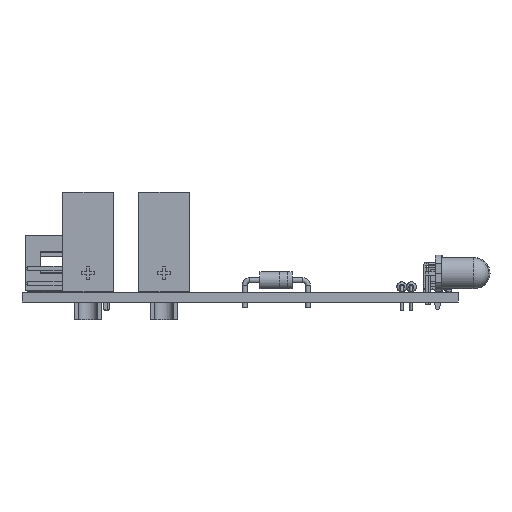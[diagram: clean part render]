
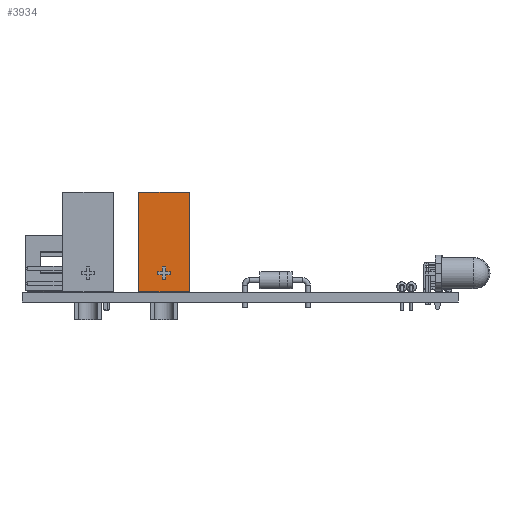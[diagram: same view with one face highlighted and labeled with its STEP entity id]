
A CAD part, left-side view. The second image highlights one B-rep face of the part: STEP entity #3934.
In plain terms, the highlighted face is planar.
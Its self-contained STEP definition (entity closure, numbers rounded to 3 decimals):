
#2802 = EDGE_CURVE('',#2803,#2805,#2807,.T.);
#2803 = VERTEX_POINT('',#2804);
#2804 = CARTESIAN_POINT('',(11.35,-0.25,2.75));
#2805 = VERTEX_POINT('',#2806);
#2806 = CARTESIAN_POINT('',(11.35,-1.,2.75));
#2807 = LINE('',#2808,#2809);
#2808 = CARTESIAN_POINT('',(11.35,-2.525,2.75));
#2809 = VECTOR('',#2810,1.);
#2810 = DIRECTION('',(0.,-1.,0.));
#2842 = EDGE_CURVE('',#2805,#2843,#2845,.T.);
#2843 = VERTEX_POINT('',#2844);
#2844 = CARTESIAN_POINT('',(11.35,-1.,3.25));
#2845 = LINE('',#2846,#2847);
#2846 = CARTESIAN_POINT('',(11.35,-1.,1.625));
#2847 = VECTOR('',#2848,1.);
#2848 = DIRECTION('',(0.,0.,1.));
#2873 = EDGE_CURVE('',#2843,#2874,#2876,.T.);
#2874 = VERTEX_POINT('',#2875);
#2875 = CARTESIAN_POINT('',(11.35,-0.25,3.25));
#2876 = LINE('',#2877,#2878);
#2877 = CARTESIAN_POINT('',(11.35,-2.15,3.25));
#2878 = VECTOR('',#2879,1.);
#2879 = DIRECTION('',(0.,1.,0.));
#2904 = EDGE_CURVE('',#2874,#2905,#2907,.T.);
#2905 = VERTEX_POINT('',#2906);
#2906 = CARTESIAN_POINT('',(11.35,-0.25,4.));
#2907 = LINE('',#2908,#2909);
#2908 = CARTESIAN_POINT('',(11.35,-0.25,2.));
#2909 = VECTOR('',#2910,1.);
#2910 = DIRECTION('',(0.,0.,1.));
#2935 = EDGE_CURVE('',#2905,#2936,#2938,.T.);
#2936 = VERTEX_POINT('',#2937);
#2937 = CARTESIAN_POINT('',(11.35,0.25,4.));
#2938 = LINE('',#2939,#2940);
#2939 = CARTESIAN_POINT('',(11.35,-1.9,4.));
#2940 = VECTOR('',#2941,1.);
#2941 = DIRECTION('',(0.,1.,0.));
#2966 = EDGE_CURVE('',#2936,#2967,#2969,.T.);
#2967 = VERTEX_POINT('',#2968);
#2968 = CARTESIAN_POINT('',(11.35,0.25,3.25));
#2969 = LINE('',#2970,#2971);
#2970 = CARTESIAN_POINT('',(11.35,0.25,1.625));
#2971 = VECTOR('',#2972,1.);
#2972 = DIRECTION('',(0.,0.,-1.));
#2997 = EDGE_CURVE('',#2967,#2998,#3000,.T.);
#2998 = VERTEX_POINT('',#2999);
#2999 = CARTESIAN_POINT('',(11.35,1.,3.25));
#3000 = LINE('',#3001,#3002);
#3001 = CARTESIAN_POINT('',(11.35,-1.525,3.25));
#3002 = VECTOR('',#3003,1.);
#3003 = DIRECTION('',(0.,1.,0.));
#3028 = EDGE_CURVE('',#2998,#3029,#3031,.T.);
#3029 = VERTEX_POINT('',#3030);
#3030 = CARTESIAN_POINT('',(11.35,1.,2.75));
#3031 = LINE('',#3032,#3033);
#3032 = CARTESIAN_POINT('',(11.35,1.,1.375));
#3033 = VECTOR('',#3034,1.);
#3034 = DIRECTION('',(0.,0.,-1.));
#3059 = EDGE_CURVE('',#3029,#3060,#3062,.T.);
#3060 = VERTEX_POINT('',#3061);
#3061 = CARTESIAN_POINT('',(11.35,0.25,2.75));
#3062 = LINE('',#3063,#3064);
#3063 = CARTESIAN_POINT('',(11.35,-1.9,2.75));
#3064 = VECTOR('',#3065,1.);
#3065 = DIRECTION('',(0.,-1.,0.));
#3090 = EDGE_CURVE('',#3060,#3091,#3093,.T.);
#3091 = VERTEX_POINT('',#3092);
#3092 = CARTESIAN_POINT('',(11.35,0.25,2.));
#3093 = LINE('',#3094,#3095);
#3094 = CARTESIAN_POINT('',(11.35,0.25,1.));
#3095 = VECTOR('',#3096,1.);
#3096 = DIRECTION('',(0.,0.,-1.));
#3121 = EDGE_CURVE('',#3091,#3122,#3124,.T.);
#3122 = VERTEX_POINT('',#3123);
#3123 = CARTESIAN_POINT('',(11.35,-0.25,2.));
#3124 = LINE('',#3125,#3126);
#3125 = CARTESIAN_POINT('',(11.35,-2.15,2.));
#3126 = VECTOR('',#3127,1.);
#3127 = DIRECTION('',(0.,-1.,0.));
#3152 = EDGE_CURVE('',#3122,#2803,#3153,.T.);
#3153 = LINE('',#3154,#3155);
#3154 = CARTESIAN_POINT('',(11.35,-0.25,1.375));
#3155 = VECTOR('',#3156,1.);
#3156 = DIRECTION('',(0.,0.,1.));
#3757 = VERTEX_POINT('',#3758);
#3758 = CARTESIAN_POINT('',(11.35,-4.05,0.));
#3766 = EDGE_CURVE('',#3757,#3767,#3769,.T.);
#3767 = VERTEX_POINT('',#3768);
#3768 = CARTESIAN_POINT('',(11.35,-4.05,16.));
#3769 = LINE('',#3770,#3771);
#3770 = CARTESIAN_POINT('',(11.35,-4.05,0.));
#3771 = VECTOR('',#3772,1.);
#3772 = DIRECTION('',(0.,0.,1.));
#3902 = VERTEX_POINT('',#3903);
#3903 = CARTESIAN_POINT('',(11.35,4.05,0.));
#3911 = VERTEX_POINT('',#3912);
#3912 = CARTESIAN_POINT('',(11.35,4.05,16.));
#3918 = EDGE_CURVE('',#3902,#3911,#3919,.T.);
#3919 = LINE('',#3920,#3921);
#3920 = CARTESIAN_POINT('',(11.35,4.05,0.));
#3921 = VECTOR('',#3922,1.);
#3922 = DIRECTION('',(0.,0.,1.));
#3934 = ADVANCED_FACE('',(#3935,#3951),#3965,.T.);
#3935 = FACE_BOUND('',#3936,.T.);
#3936 = EDGE_LOOP('',(#3937,#3943,#3944,#3950));
#3937 = ORIENTED_EDGE('',*,*,#3938,.T.);
#3938 = EDGE_CURVE('',#3757,#3902,#3939,.T.);
#3939 = LINE('',#3940,#3941);
#3940 = CARTESIAN_POINT('',(11.35,-4.05,0.));
#3941 = VECTOR('',#3942,1.);
#3942 = DIRECTION('',(0.,1.,0.));
#3943 = ORIENTED_EDGE('',*,*,#3918,.T.);
#3944 = ORIENTED_EDGE('',*,*,#3945,.F.);
#3945 = EDGE_CURVE('',#3767,#3911,#3946,.T.);
#3946 = LINE('',#3947,#3948);
#3947 = CARTESIAN_POINT('',(11.35,-4.05,16.));
#3948 = VECTOR('',#3949,1.);
#3949 = DIRECTION('',(0.,1.,0.));
#3950 = ORIENTED_EDGE('',*,*,#3766,.F.);
#3951 = FACE_BOUND('',#3952,.T.);
#3952 = EDGE_LOOP('',(#3953,#3954,#3955,#3956,#3957,#3958,#3959,#3960,
    #3961,#3962,#3963,#3964));
#3953 = ORIENTED_EDGE('',*,*,#2802,.T.);
#3954 = ORIENTED_EDGE('',*,*,#2842,.T.);
#3955 = ORIENTED_EDGE('',*,*,#2873,.T.);
#3956 = ORIENTED_EDGE('',*,*,#2904,.T.);
#3957 = ORIENTED_EDGE('',*,*,#2935,.T.);
#3958 = ORIENTED_EDGE('',*,*,#2966,.T.);
#3959 = ORIENTED_EDGE('',*,*,#2997,.T.);
#3960 = ORIENTED_EDGE('',*,*,#3028,.T.);
#3961 = ORIENTED_EDGE('',*,*,#3059,.T.);
#3962 = ORIENTED_EDGE('',*,*,#3090,.T.);
#3963 = ORIENTED_EDGE('',*,*,#3121,.T.);
#3964 = ORIENTED_EDGE('',*,*,#3152,.T.);
#3965 = PLANE('',#3966);
#3966 = AXIS2_PLACEMENT_3D('',#3967,#3968,#3969);
#3967 = CARTESIAN_POINT('',(11.35,-4.05,0.));
#3968 = DIRECTION('',(1.,0.,0.));
#3969 = DIRECTION('',(-0.,1.,0.));
